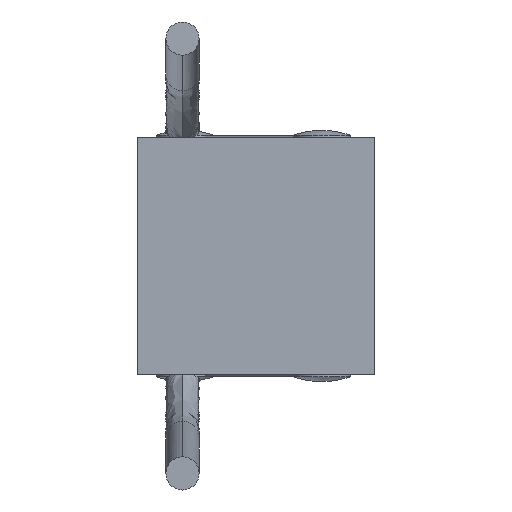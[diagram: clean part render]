
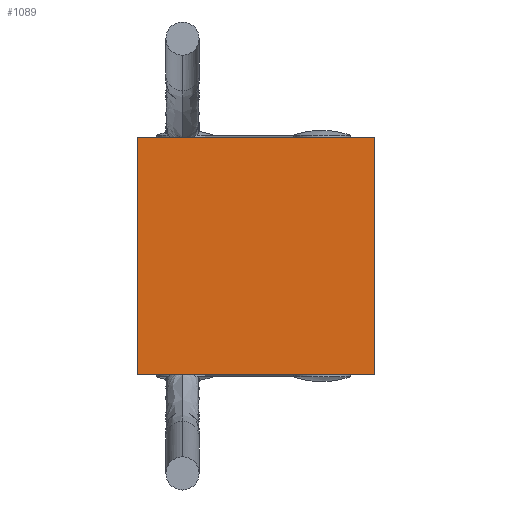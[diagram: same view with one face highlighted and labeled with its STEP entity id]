
A CAD part, front view. The second image highlights one B-rep face of the part: STEP entity #1089.
In plain terms, the highlighted planar face has unit normal (0, -1, 0).
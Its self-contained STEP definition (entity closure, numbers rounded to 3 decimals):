
#1089 = ADVANCED_FACE ( 'NONE', ( #3141 ), #11864, .F. ) ;
#1347 = VERTEX_POINT ( 'NONE', #8874 ) ;
#1350 = VERTEX_POINT ( 'NONE', #8877 ) ;
#1351 = VERTEX_POINT ( 'NONE', #8878 ) ;
#1355 = VERTEX_POINT ( 'NONE', #8882 ) ;
#1559 = ORIENTED_EDGE ( 'NONE', *, *, #10272, .T. ) ;
#1560 = ORIENTED_EDGE ( 'NONE', *, *, #10276, .T. ) ;
#1561 = ORIENTED_EDGE ( 'NONE', *, *, #10279, .T. ) ;
#1562 = ORIENTED_EDGE ( 'NONE', *, *, #10281, .T. ) ;
#2691 = EDGE_LOOP ( 'NONE', ( #1559, #1560, #1561, #1562 ) ) ;
#3141 = FACE_OUTER_BOUND ( 'NONE', #2691, .T. ) ;
#7739 = LINE ( 'NONE', #8522, #7744 ) ;
#7743 = LINE ( 'NONE', #8529, #7752 ) ;
#7744 = VECTOR ( 'NONE', #8530, 1000. ) ;
#7749 = LINE ( 'NONE', #8531, #7758 ) ;
#7752 = VECTOR ( 'NONE', #8537, 1000. ) ;
#7758 = VECTOR ( 'NONE', #8542, 1000. ) ;
#7759 = LINE ( 'NONE', #8545, #7762 ) ;
#7762 = VECTOR ( 'NONE', #8546, 1000. ) ;
#8522 = CARTESIAN_POINT ( 'NONE',  ( -2.5, -0.51, 2.5 ) ) ;
#8529 = CARTESIAN_POINT ( 'NONE',  ( 2.5, -0.51, -2.5 ) ) ;
#8530 = DIRECTION ( 'NONE',  ( 0., 0., -1. ) ) ;
#8531 = CARTESIAN_POINT ( 'NONE',  ( 2.5, -0.51, 2.5 ) ) ;
#8537 = DIRECTION ( 'NONE',  ( 1., 0., 0. ) ) ;
#8542 = DIRECTION ( 'NONE',  ( 0., 0., 1. ) ) ;
#8545 = CARTESIAN_POINT ( 'NONE',  ( 2.5, -0.51, 2.5 ) ) ;
#8546 = DIRECTION ( 'NONE',  ( -1., 0., 0. ) ) ;
#8874 = CARTESIAN_POINT ( 'NONE',  ( -2.5, -0.51, -2.5 ) ) ;
#8877 = CARTESIAN_POINT ( 'NONE',  ( -2.5, -0.51, 2.5 ) ) ;
#8878 = CARTESIAN_POINT ( 'NONE',  ( 2.5, -0.51, -2.5 ) ) ;
#8882 = CARTESIAN_POINT ( 'NONE',  ( 2.5, -0.51, 2.5 ) ) ;
#10272 = EDGE_CURVE ( 'NONE', #1350, #1347, #7739, .T. ) ;
#10276 = EDGE_CURVE ( 'NONE', #1347, #1351, #7743, .T. ) ;
#10279 = EDGE_CURVE ( 'NONE', #1351, #1355, #7749, .T. ) ;
#10281 = EDGE_CURVE ( 'NONE', #1355, #1350, #7759, .T. ) ;
#11688 = AXIS2_PLACEMENT_3D ( 'NONE', #11883, #11884, #11885 ) ;
#11864 = PLANE ( 'NONE',  #11688 ) ;
#11883 = CARTESIAN_POINT ( 'NONE',  ( 0., -0.51, 0. ) ) ;
#11884 = DIRECTION ( 'NONE',  ( 0., 1., 0. ) ) ;
#11885 = DIRECTION ( 'NONE',  ( 0., 0., 1. ) ) ;
